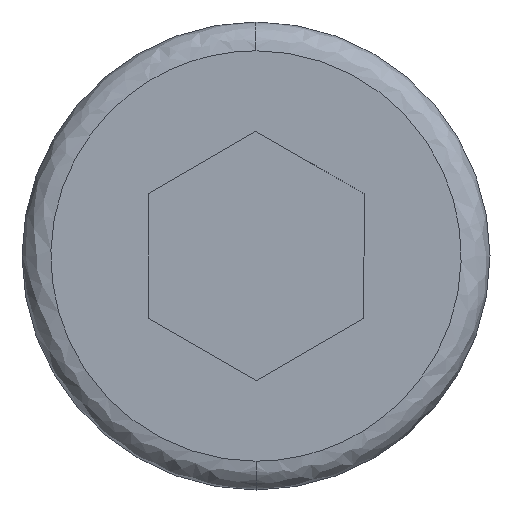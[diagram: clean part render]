
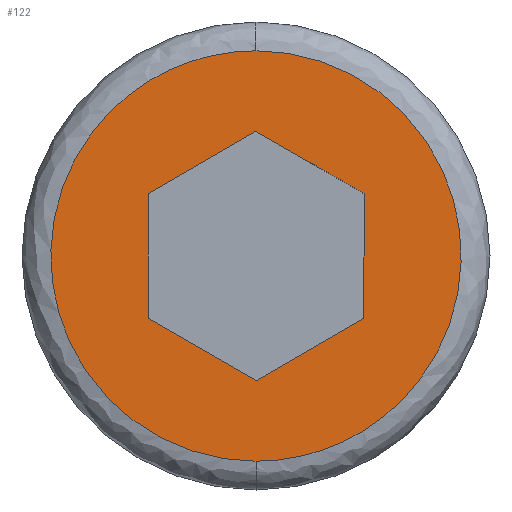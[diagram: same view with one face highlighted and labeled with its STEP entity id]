
A CAD part, left-side view. The second image highlights one B-rep face of the part: STEP entity #122.
In plain terms, the highlighted planar face has unit normal (-1, 0, 0).
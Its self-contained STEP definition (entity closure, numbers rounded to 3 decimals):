
#13 = LINE ( 'NONE', #479, #308 ) ;
#16 = CARTESIAN_POINT ( 'NONE',  ( -8., 0., -3.464 ) ) ;
#25 = FACE_OUTER_BOUND ( 'NONE', #289, .T. ) ;
#31 = VERTEX_POINT ( 'NONE', #40 ) ;
#38 = CARTESIAN_POINT ( 'NONE',  ( -8., 0., 5.7 ) ) ;
#40 = CARTESIAN_POINT ( 'NONE',  ( -8., 0., -5.7 ) ) ;
#45 = CARTESIAN_POINT ( 'NONE',  ( -8., 0., -5.7 ) ) ;
#63 = ORIENTED_EDGE ( 'NONE', *, *, #121, .T. ) ;
#64 = VERTEX_POINT ( 'NONE', #212 ) ;
#70 = CARTESIAN_POINT ( 'NONE',  ( -8., 3., 0. ) ) ;
#74 = ORIENTED_EDGE ( 'NONE', *, *, #137, .T. ) ;
#81 = DIRECTION ( 'NONE',  ( -1., 0., 0. ) ) ;
#87 = PLANE ( 'NONE',  #393 ) ;
#89 =( BOUNDED_CURVE ( )  B_SPLINE_CURVE ( 3, ( #111, #306, #302, #45 ),
 .UNSPECIFIED., .F., .F. ) 
 B_SPLINE_CURVE_WITH_KNOTS ( ( 4, 4 ),
 ( 0.75, 1.25 ),
 .UNSPECIFIED. ) 
 CURVE ( )  GEOMETRIC_REPRESENTATION_ITEM ( )  RATIONAL_B_SPLINE_CURVE ( ( 1., 0.333, 0.333, 1. ) ) 
 REPRESENTATION_ITEM ( '' )  );
#95 = DIRECTION ( 'NONE',  ( 0., 0.866, 0.5 ) ) ;
#106 = VERTEX_POINT ( 'NONE', #304 ) ;
#107 = EDGE_LOOP ( 'NONE', ( #336, #428, #237, #488, #63, #74 ) ) ;
#111 = CARTESIAN_POINT ( 'NONE',  ( -8., 0., 5.7 ) ) ;
#121 = EDGE_CURVE ( 'NONE', #106, #64, #13, .T. ) ;
#122 = ADVANCED_FACE ( 'NONE', ( #218, #25 ), #87, .T. ) ;
#126 = CARTESIAN_POINT ( 'NONE',  ( -8., 11.4, -5.7 ) ) ;
#132 = CARTESIAN_POINT ( 'NONE',  ( -8., -3., -1.732 ) ) ;
#134 = VERTEX_POINT ( 'NONE', #132 ) ;
#137 = EDGE_CURVE ( 'NONE', #64, #134, #329, .T. ) ;
#151 = DIRECTION ( 'NONE',  ( 0., 0., 1. ) ) ;
#166 = VECTOR ( 'NONE', #95, 1000. ) ;
#173 = DIRECTION ( 'NONE',  ( 0., -0.866, -0.5 ) ) ;
#179 = EDGE_CURVE ( 'NONE', #134, #388, #538, .T. ) ;
#194 = CARTESIAN_POINT ( 'NONE',  ( -8., 0., -3.464 ) ) ;
#212 = CARTESIAN_POINT ( 'NONE',  ( -8., -3., 1.732 ) ) ;
#215 = DIRECTION ( 'NONE',  ( 0., -0.866, 0.5 ) ) ;
#218 = FACE_BOUND ( 'NONE', #107, .T. ) ;
#220 = CARTESIAN_POINT ( 'NONE',  ( -8., 3., -1.732 ) ) ;
#237 = ORIENTED_EDGE ( 'NONE', *, *, #338, .T. ) ;
#282 = VECTOR ( 'NONE', #399, 1000. ) ;
#289 = EDGE_LOOP ( 'NONE', ( #499, #360 ) ) ;
#292 =( BOUNDED_CURVE ( )  B_SPLINE_CURVE ( 3, ( #389, #126, #511, #470 ),
 .UNSPECIFIED., .F., .F. ) 
 B_SPLINE_CURVE_WITH_KNOTS ( ( 4, 4 ),
 ( 0.25, 0.75 ),
 .UNSPECIFIED. ) 
 CURVE ( )  GEOMETRIC_REPRESENTATION_ITEM ( )  RATIONAL_B_SPLINE_CURVE ( ( 1., 0.333, 0.333, 1. ) ) 
 REPRESENTATION_ITEM ( '' )  );
#299 = CARTESIAN_POINT ( 'NONE',  ( -8., 3., 1.732 ) ) ;
#300 = LINE ( 'NONE', #16, #166 ) ;
#302 = CARTESIAN_POINT ( 'NONE',  ( -8., -11.4, -5.7 ) ) ;
#304 = CARTESIAN_POINT ( 'NONE',  ( -8., 0., 3.464 ) ) ;
#306 = CARTESIAN_POINT ( 'NONE',  ( -8., -11.4, 5.7 ) ) ;
#308 = VECTOR ( 'NONE', #173, 1000. ) ;
#323 = EDGE_CURVE ( 'NONE', #388, #508, #300, .T. ) ;
#329 = LINE ( 'NONE', #519, #282 ) ;
#336 = ORIENTED_EDGE ( 'NONE', *, *, #179, .T. ) ;
#338 = EDGE_CURVE ( 'NONE', #508, #449, #435, .T. ) ;
#360 = ORIENTED_EDGE ( 'NONE', *, *, #451, .F. ) ;
#365 = LINE ( 'NONE', #299, #492 ) ;
#388 = VERTEX_POINT ( 'NONE', #194 ) ;
#389 = CARTESIAN_POINT ( 'NONE',  ( -8., 0., -5.7 ) ) ;
#391 = DIRECTION ( 'NONE',  ( 0., 0.866, -0.5 ) ) ;
#393 = AXIS2_PLACEMENT_3D ( 'NONE', #438, #81, #433 ) ;
#399 = DIRECTION ( 'NONE',  ( 0., 0., -1. ) ) ;
#428 = ORIENTED_EDGE ( 'NONE', *, *, #323, .T. ) ;
#433 = DIRECTION ( 'NONE',  ( 0., 0., 1. ) ) ;
#435 = LINE ( 'NONE', #70, #517 ) ;
#438 = CARTESIAN_POINT ( 'NONE',  ( -8., 4.982, 0. ) ) ;
#442 = VECTOR ( 'NONE', #391, 1000. ) ;
#443 = EDGE_CURVE ( 'NONE', #449, #106, #365, .T. ) ;
#449 = VERTEX_POINT ( 'NONE', #554 ) ;
#451 = EDGE_CURVE ( 'NONE', #457, #31, #89, .T. ) ;
#457 = VERTEX_POINT ( 'NONE', #38 ) ;
#469 = EDGE_CURVE ( 'NONE', #31, #457, #292, .T. ) ;
#470 = CARTESIAN_POINT ( 'NONE',  ( -8., 0., 5.7 ) ) ;
#479 = CARTESIAN_POINT ( 'NONE',  ( -8., 0., 3.464 ) ) ;
#488 = ORIENTED_EDGE ( 'NONE', *, *, #443, .T. ) ;
#492 = VECTOR ( 'NONE', #215, 1000. ) ;
#499 = ORIENTED_EDGE ( 'NONE', *, *, #469, .F. ) ;
#508 = VERTEX_POINT ( 'NONE', #220 ) ;
#511 = CARTESIAN_POINT ( 'NONE',  ( -8., 11.4, 5.7 ) ) ;
#513 = CARTESIAN_POINT ( 'NONE',  ( -8., -3., -1.732 ) ) ;
#517 = VECTOR ( 'NONE', #151, 1000. ) ;
#519 = CARTESIAN_POINT ( 'NONE',  ( -8., -3., 0. ) ) ;
#538 = LINE ( 'NONE', #513, #442 ) ;
#554 = CARTESIAN_POINT ( 'NONE',  ( -8., 3., 1.732 ) ) ;
